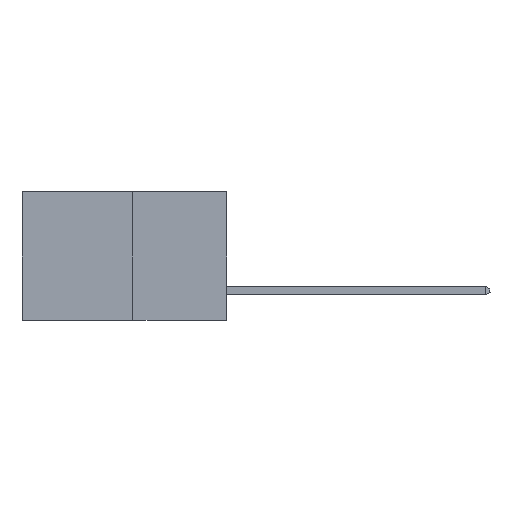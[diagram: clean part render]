
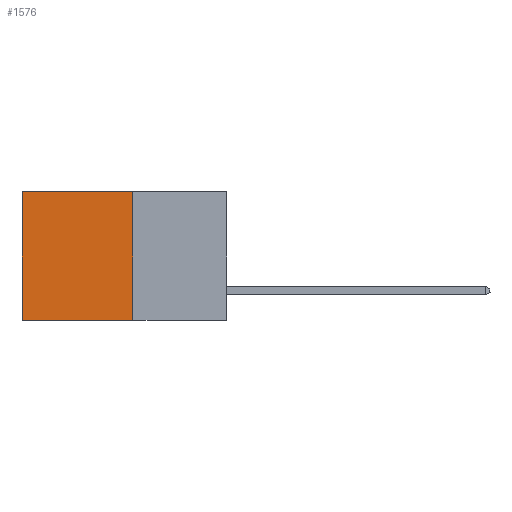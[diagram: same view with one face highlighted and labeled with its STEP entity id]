
A CAD part, left-side view. The second image highlights one B-rep face of the part: STEP entity #1576.
In plain terms, the highlighted planar face has unit normal (-1, 0, 0).
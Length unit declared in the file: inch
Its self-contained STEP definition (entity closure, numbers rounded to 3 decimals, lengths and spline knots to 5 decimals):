
#148 = EDGE_CURVE ( 'NONE', #6858, #1481, #2437, .T. ) ;
#160 = DIRECTION ( 'NONE',  ( 0., 1., 0. ) ) ;
#601 = DIRECTION ( 'NONE',  ( 0., 0., -1. ) ) ;
#699 = EDGE_CURVE ( 'NONE', #4153, #1481, #4353, .T. ) ;
#1302 = LINE ( 'NONE', #11101, #11461 ) ;
#1313 = VECTOR ( 'NONE', #601, 39.37008 ) ;
#1429 = VERTEX_POINT ( 'NONE', #7465 ) ;
#1481 = VERTEX_POINT ( 'NONE', #8759 ) ;
#1573 = CARTESIAN_POINT ( 'NONE',  ( 0.277, 0.27, -0.37 ) ) ;
#1576 = ADVANCED_FACE ( 'NONE', ( #9959 ), #3335, .F. ) ;
#1720 = VECTOR ( 'NONE', #160, 39.37008 ) ;
#1749 = AXIS2_PLACEMENT_3D ( 'NONE', #1573, #9639, #2795 ) ;
#2437 = LINE ( 'NONE', #12489, #1720 ) ;
#2757 = ORIENTED_EDGE ( 'NONE', *, *, #4002, .F. ) ;
#2795 = DIRECTION ( 'NONE',  ( 0., 0., -1. ) ) ;
#2935 = CARTESIAN_POINT ( 'NONE',  ( 0.277, 0.27, -0.37 ) ) ;
#3335 = PLANE ( 'NONE',  #1749 ) ;
#4002 = EDGE_CURVE ( 'NONE', #1429, #6858, #1302, .T. ) ;
#4153 = VERTEX_POINT ( 'NONE', #11825 ) ;
#4353 = LINE ( 'NONE', #11700, #1313 ) ;
#5423 = ORIENTED_EDGE ( 'NONE', *, *, #9661, .T. ) ;
#5467 = LINE ( 'NONE', #7618, #12834 ) ;
#5901 = EDGE_LOOP ( 'NONE', ( #12446, #12902, #2757, #5423 ) ) ;
#6858 = VERTEX_POINT ( 'NONE', #2935 ) ;
#7465 = CARTESIAN_POINT ( 'NONE',  ( 0.277, 0.27, 0. ) ) ;
#7618 = CARTESIAN_POINT ( 'NONE',  ( 0.277, 0.27, 0. ) ) ;
#8618 = DIRECTION ( 'NONE',  ( 0., 1., 0. ) ) ;
#8759 = CARTESIAN_POINT ( 'NONE',  ( 0.277, 0.59, -0.37 ) ) ;
#9639 = DIRECTION ( 'NONE',  ( 1., 0., 0. ) ) ;
#9661 = EDGE_CURVE ( 'NONE', #1429, #4153, #5467, .T. ) ;
#9959 = FACE_OUTER_BOUND ( 'NONE', #5901, .T. ) ;
#10079 = DIRECTION ( 'NONE',  ( 0., 0., -1. ) ) ;
#11101 = CARTESIAN_POINT ( 'NONE',  ( 0.277, 0.27, -0.37 ) ) ;
#11461 = VECTOR ( 'NONE', #10079, 39.37008 ) ;
#11700 = CARTESIAN_POINT ( 'NONE',  ( 0.277, 0.59, -0.37 ) ) ;
#11825 = CARTESIAN_POINT ( 'NONE',  ( 0.277, 0.59, 0. ) ) ;
#12446 = ORIENTED_EDGE ( 'NONE', *, *, #699, .T. ) ;
#12489 = CARTESIAN_POINT ( 'NONE',  ( 0.277, 0.27, -0.37 ) ) ;
#12834 = VECTOR ( 'NONE', #8618, 39.37008 ) ;
#12902 = ORIENTED_EDGE ( 'NONE', *, *, #148, .F. ) ;
